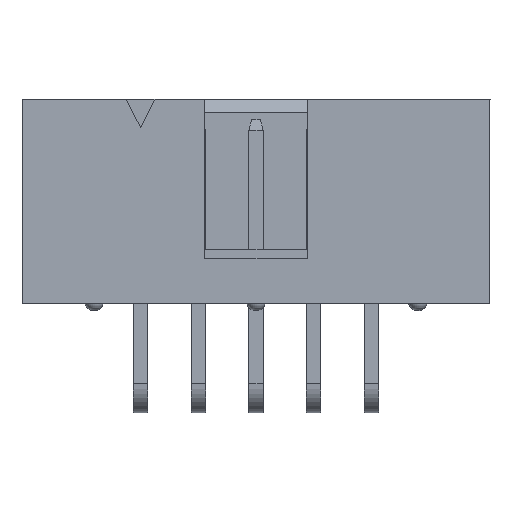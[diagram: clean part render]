
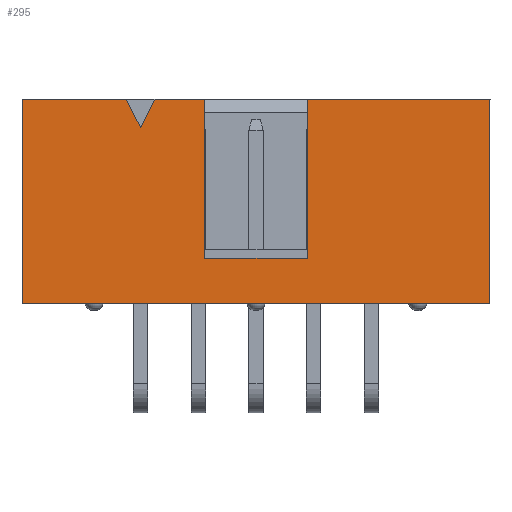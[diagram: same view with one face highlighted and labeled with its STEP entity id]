
A CAD part, top view. The second image highlights one B-rep face of the part: STEP entity #295.
In plain terms, the highlighted face is planar.
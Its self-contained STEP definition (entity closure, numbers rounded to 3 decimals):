
#295=ADVANCED_FACE('',(#1877),#1879,.T.);
#1877=FACE_BOUND('',#1878,.T.);
#1878=EDGE_LOOP('',(#3149,#3150,#3151,#3152,#3153,#3154,#3155,#3156,#3157,#3158,
#3159));
#1879=PLANE('',#1880);
#1880=AXIS2_PLACEMENT_3D('',#1881,#1882,#1883);
#1881=CARTESIAN_POINT('',(-5.22,-3.13,0.3));
#1882=DIRECTION('',(0.,-1.,0.));
#1883=DIRECTION('',(1.,0.,0.));
#3149=ORIENTED_EDGE('',*,*,#3962,.F.);
#3150=ORIENTED_EDGE('',*,*,#3964,.F.);
#3151=ORIENTED_EDGE('',*,*,#3965,.F.);
#3152=ORIENTED_EDGE('',*,*,#3966,.F.);
#3153=ORIENTED_EDGE('',*,*,#3967,.T.);
#3154=ORIENTED_EDGE('',*,*,#3968,.T.);
#3155=ORIENTED_EDGE('',*,*,#3969,.F.);
#3156=ORIENTED_EDGE('',*,*,#3970,.T.);
#3157=ORIENTED_EDGE('',*,*,#3971,.T.);
#3158=ORIENTED_EDGE('',*,*,#3972,.T.);
#3159=ORIENTED_EDGE('',*,*,#3973,.F.);
#3962=EDGE_CURVE('',#4370,#4371,#4372,.T.);
#3964=EDGE_CURVE('',#4373,#4370,#4375,.T.);
#3965=EDGE_CURVE('',#4376,#4373,#4377,.T.);
#3966=EDGE_CURVE('',#4378,#4376,#4379,.T.);
#3967=EDGE_CURVE('',#4378,#4380,#4381,.T.);
#3968=EDGE_CURVE('',#4380,#4382,#4383,.T.);
#3969=EDGE_CURVE('',#4384,#4382,#4385,.T.);
#3970=EDGE_CURVE('',#4384,#4386,#4387,.F.);
#3971=EDGE_CURVE('',#4386,#4388,#4389,.T.);
#3972=EDGE_CURVE('',#4388,#4390,#4391,.F.);
#3973=EDGE_CURVE('',#4371,#4390,#4392,.T.);
#4370=VERTEX_POINT('',#5034);
#4371=VERTEX_POINT('',#5035);
#4372=LINE('',#5036,#5037);
#4373=VERTEX_POINT('',#5039);
#4375=LINE('',#5043,#5044);
#4376=VERTEX_POINT('',#5046);
#4377=LINE('',#5047,#5048);
#4378=VERTEX_POINT('',#5050);
#4379=LINE('',#5051,#5052);
#4380=VERTEX_POINT('',#5054);
#4381=LINE('',#5055,#5056);
#4382=VERTEX_POINT('',#5058);
#4383=LINE('',#5059,#5060);
#4384=VERTEX_POINT('',#5062);
#4385=LINE('',#5063,#5064);
#4386=VERTEX_POINT('',#5066);
#4387=LINE('',#5067,#5068);
#4388=VERTEX_POINT('',#5070);
#4389=LINE('',#5071,#5072);
#4390=VERTEX_POINT('',#5074);
#4391=LINE('',#5075,#5076);
#4392=LINE('',#5078,#5079);
#5034=CARTESIAN_POINT('',(0.,-3.13,8.03));
#5035=CARTESIAN_POINT('',(0.635,-3.13,9.3));
#5036=CARTESIAN_POINT('',(0.,-3.13,8.03));
#5037=VECTOR('',#5038,1.);
#5038=DIRECTION('',(0.447,0.,0.894));
#5039=CARTESIAN_POINT('',(-0.635,-3.13,9.3));
#5043=CARTESIAN_POINT('',(-0.635,-3.13,9.3));
#5044=VECTOR('',#5045,1.);
#5045=DIRECTION('',(0.447,0.,-0.894));
#5046=CARTESIAN_POINT('',(-5.22,-3.13,9.3));
#5047=CARTESIAN_POINT('',(-5.22,-3.13,9.3));
#5048=VECTOR('',#5049,1.);
#5049=DIRECTION('',(1.,0.,0.));
#5050=CARTESIAN_POINT('',(-5.22,-3.13,0.3));
#5051=CARTESIAN_POINT('',(-5.22,-3.13,0.3));
#5052=VECTOR('',#5053,1.);
#5053=DIRECTION('',(0.,0.,1.));
#5054=CARTESIAN_POINT('',(15.38,-3.13,0.3));
#5055=CARTESIAN_POINT('',(-5.22,-3.13,0.3));
#5056=VECTOR('',#5057,1.);
#5057=DIRECTION('',(1.,0.,0.));
#5058=CARTESIAN_POINT('',(15.38,-3.13,9.3));
#5059=CARTESIAN_POINT('',(15.38,-3.13,0.3));
#5060=VECTOR('',#5061,1.);
#5061=DIRECTION('',(0.,0.,1.));
#5062=CARTESIAN_POINT('',(7.33,-3.13,9.3));
#5063=CARTESIAN_POINT('',(7.33,-3.13,9.3));
#5064=VECTOR('',#5065,1.);
#5065=DIRECTION('',(1.,0.,0.));
#5066=CARTESIAN_POINT('',(7.33,-3.13,2.3));
#5067=CARTESIAN_POINT('',(7.33,-3.13,2.3));
#5068=VECTOR('',#5069,1.);
#5069=DIRECTION('',(0.,0.,1.));
#5070=CARTESIAN_POINT('',(2.83,-3.13,2.3));
#5071=CARTESIAN_POINT('',(7.33,-3.13,2.3));
#5072=VECTOR('',#5073,1.);
#5073=DIRECTION('',(-1.,0.,0.));
#5074=CARTESIAN_POINT('',(2.83,-3.13,9.3));
#5075=CARTESIAN_POINT('',(2.83,-3.13,9.3));
#5076=VECTOR('',#5077,1.);
#5077=DIRECTION('',(0.,0.,-1.));
#5078=CARTESIAN_POINT('',(0.635,-3.13,9.3));
#5079=VECTOR('',#5080,1.);
#5080=DIRECTION('',(1.,0.,0.));
